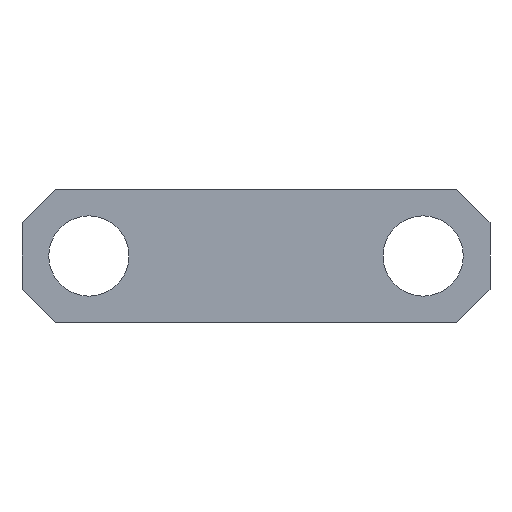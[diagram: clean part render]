
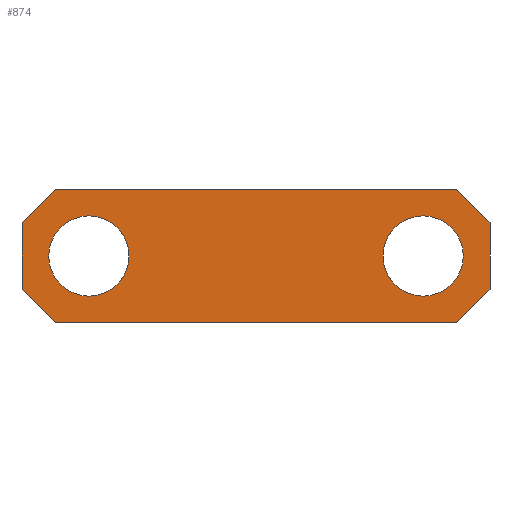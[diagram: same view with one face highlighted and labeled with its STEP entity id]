
A CAD part, front view. The second image highlights one B-rep face of the part: STEP entity #874.
In plain terms, the highlighted planar face has unit normal (0, -1, 0).
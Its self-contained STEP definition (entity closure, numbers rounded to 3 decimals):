
#297 = VERTEX_POINT('',#298);
#298 = CARTESIAN_POINT('',(-6.,-18.,3.));
#304 = EDGE_CURVE('',#305,#297,#307,.T.);
#305 = VERTEX_POINT('',#306);
#306 = CARTESIAN_POINT('',(6.,-18.,3.));
#307 = LINE('',#308,#309);
#308 = CARTESIAN_POINT('',(7.,-18.,3.));
#309 = VECTOR('',#310,1.);
#310 = DIRECTION('',(-1.,0.,0.));
#447 = VERTEX_POINT('',#448);
#448 = CARTESIAN_POINT('',(-6.,-18.,7.));
#454 = EDGE_CURVE('',#455,#447,#457,.T.);
#455 = VERTEX_POINT('',#456);
#456 = CARTESIAN_POINT('',(6.,-18.,7.));
#457 = LINE('',#458,#459);
#458 = CARTESIAN_POINT('',(7.,-18.,7.));
#459 = VECTOR('',#460,1.);
#460 = DIRECTION('',(-1.,0.,0.));
#832 = EDGE_CURVE('',#297,#833,#835,.T.);
#833 = VERTEX_POINT('',#834);
#834 = CARTESIAN_POINT('',(-7.,-18.,4.));
#835 = LINE('',#836,#837);
#836 = CARTESIAN_POINT('',(-3.,-18.,0.));
#837 = VECTOR('',#838,1.);
#838 = DIRECTION('',(-0.707,0.,0.707));
#874 = ADVANCED_FACE('',(#875,#916,#927),#938,.T.);
#875 = FACE_BOUND('',#876,.T.);
#876 = EDGE_LOOP('',(#877,#887,#893,#894,#902,#908,#909,#910));
#877 = ORIENTED_EDGE('',*,*,#878,.T.);
#878 = EDGE_CURVE('',#879,#881,#883,.T.);
#879 = VERTEX_POINT('',#880);
#880 = CARTESIAN_POINT('',(7.,-18.,4.));
#881 = VERTEX_POINT('',#882);
#882 = CARTESIAN_POINT('',(7.,-18.,6.));
#883 = LINE('',#884,#885);
#884 = CARTESIAN_POINT('',(7.,-18.,3.));
#885 = VECTOR('',#886,1.);
#886 = DIRECTION('',(0.,0.,1.));
#887 = ORIENTED_EDGE('',*,*,#888,.F.);
#888 = EDGE_CURVE('',#455,#881,#889,.T.);
#889 = LINE('',#890,#891);
#890 = CARTESIAN_POINT('',(7.5,-18.,5.5));
#891 = VECTOR('',#892,1.);
#892 = DIRECTION('',(0.707,0.,-0.707));
#893 = ORIENTED_EDGE('',*,*,#454,.T.);
#894 = ORIENTED_EDGE('',*,*,#895,.T.);
#895 = EDGE_CURVE('',#447,#896,#898,.T.);
#896 = VERTEX_POINT('',#897);
#897 = CARTESIAN_POINT('',(-7.,-18.,6.));
#898 = LINE('',#899,#900);
#899 = CARTESIAN_POINT('',(-4.,-18.,9.));
#900 = VECTOR('',#901,1.);
#901 = DIRECTION('',(-0.707,-0.,-0.707));
#902 = ORIENTED_EDGE('',*,*,#903,.F.);
#903 = EDGE_CURVE('',#833,#896,#904,.T.);
#904 = LINE('',#905,#906);
#905 = CARTESIAN_POINT('',(-7.,-18.,3.));
#906 = VECTOR('',#907,1.);
#907 = DIRECTION('',(0.,0.,1.));
#908 = ORIENTED_EDGE('',*,*,#832,.F.);
#909 = ORIENTED_EDGE('',*,*,#304,.F.);
#910 = ORIENTED_EDGE('',*,*,#911,.T.);
#911 = EDGE_CURVE('',#305,#879,#912,.T.);
#912 = LINE('',#913,#914);
#913 = CARTESIAN_POINT('',(6.5,-18.,3.5));
#914 = VECTOR('',#915,1.);
#915 = DIRECTION('',(0.707,0.,0.707));
#916 = FACE_BOUND('',#917,.T.);
#917 = EDGE_LOOP('',(#918));
#918 = ORIENTED_EDGE('',*,*,#919,.T.);
#919 = EDGE_CURVE('',#920,#920,#922,.T.);
#920 = VERTEX_POINT('',#921);
#921 = CARTESIAN_POINT('',(-6.2,-18.,5.));
#922 = CIRCLE('',#923,1.2);
#923 = AXIS2_PLACEMENT_3D('',#924,#925,#926);
#924 = CARTESIAN_POINT('',(-5.,-18.,5.));
#925 = DIRECTION('',(0.,1.,0.));
#926 = DIRECTION('',(-1.,0.,0.));
#927 = FACE_BOUND('',#928,.T.);
#928 = EDGE_LOOP('',(#929));
#929 = ORIENTED_EDGE('',*,*,#930,.T.);
#930 = EDGE_CURVE('',#931,#931,#933,.T.);
#931 = VERTEX_POINT('',#932);
#932 = CARTESIAN_POINT('',(3.8,-18.,5.));
#933 = CIRCLE('',#934,1.2);
#934 = AXIS2_PLACEMENT_3D('',#935,#936,#937);
#935 = CARTESIAN_POINT('',(5.,-18.,5.));
#936 = DIRECTION('',(0.,1.,0.));
#937 = DIRECTION('',(-1.,0.,0.));
#938 = PLANE('',#939);
#939 = AXIS2_PLACEMENT_3D('',#940,#941,#942);
#940 = CARTESIAN_POINT('',(7.,-18.,3.));
#941 = DIRECTION('',(0.,-1.,0.));
#942 = DIRECTION('',(-1.,0.,0.));
